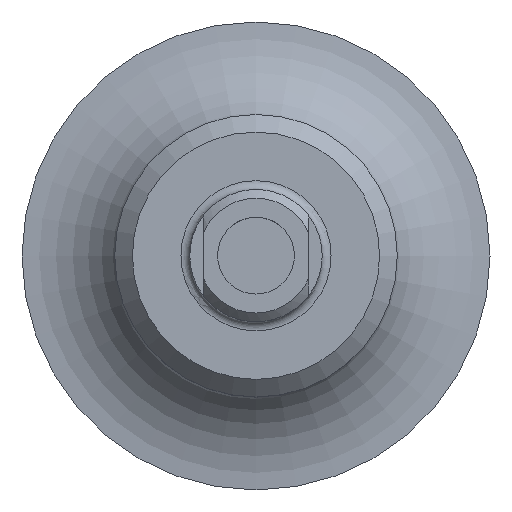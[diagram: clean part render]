
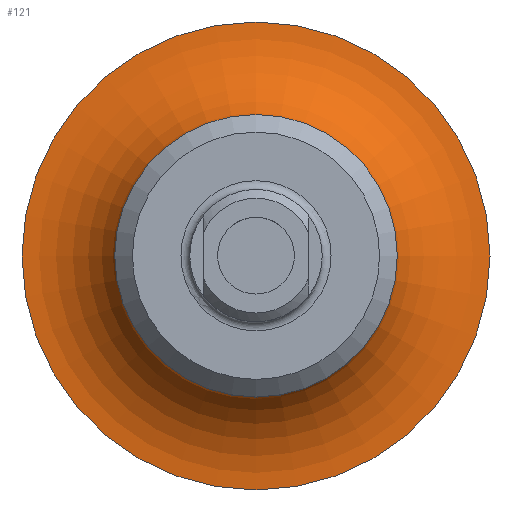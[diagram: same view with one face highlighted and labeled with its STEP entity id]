
A CAD part, top view. The second image highlights one B-rep face of the part: STEP entity #121.
In plain terms, the highlighted toroidal (fillet/blend) face has major radius 26.5 mm and minor radius 12.188 mm.
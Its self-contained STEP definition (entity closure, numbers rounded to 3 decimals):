
#121 = ADVANCED_FACE( '', ( #237, #238 ), #239, .F. );
#237 = FACE_OUTER_BOUND( '', #357, .T. );
#238 = FACE_OUTER_BOUND( '', #358, .T. );
#239 = TOROIDAL_SURFACE( '', #359, 26.5, 12.188 );
#357 = EDGE_LOOP( '', ( #503 ) );
#358 = EDGE_LOOP( '', ( #504 ) );
#359 = AXIS2_PLACEMENT_3D( '', #505, #506, #507 );
#503 = ORIENTED_EDGE( '', *, *, #651, .F. );
#504 = ORIENTED_EDGE( '', *, *, #643, .T. );
#505 = CARTESIAN_POINT( '', ( 0., 0., 12.188 ) );
#506 = DIRECTION( '', ( 0., 0., 1. ) );
#507 = DIRECTION( '', ( 1., 0., 0. ) );
#643 = EDGE_CURVE( '', #731, #731, #732, .T. );
#651 = EDGE_CURVE( '', #742, #742, #743, .T. );
#731 = VERTEX_POINT( '', #844 );
#732 = CIRCLE( '', #845, 26.5 );
#742 = VERTEX_POINT( '', #856 );
#743 = CIRCLE( '', #857, 15.25 );
#844 = CARTESIAN_POINT( '', ( 26.5, 0., 0. ) );
#845 = AXIS2_PLACEMENT_3D( '', #941, #942, #943 );
#856 = CARTESIAN_POINT( '', ( 15.25, 0., 7.5 ) );
#857 = AXIS2_PLACEMENT_3D( '', #954, #955, #956 );
#941 = CARTESIAN_POINT( '', ( 0., 0., 0. ) );
#942 = DIRECTION( '', ( 0., 0., 1. ) );
#943 = DIRECTION( '', ( 1., 0., 0. ) );
#954 = CARTESIAN_POINT( '', ( 0., 0., 7.5 ) );
#955 = DIRECTION( '', ( 0., 0., 1. ) );
#956 = DIRECTION( '', ( 1., 0., 0. ) );
